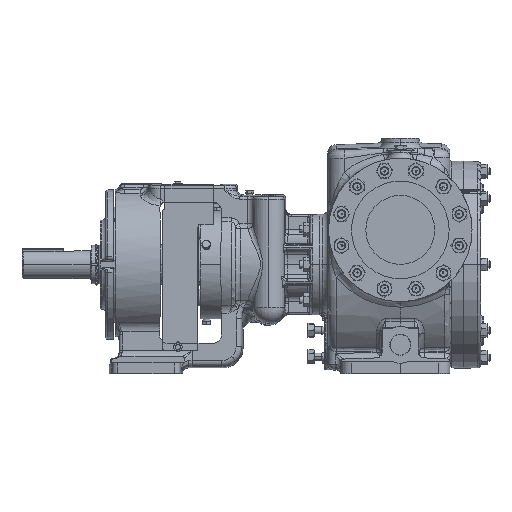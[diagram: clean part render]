
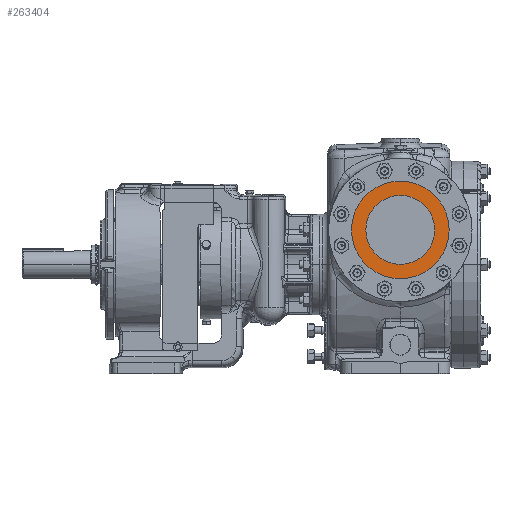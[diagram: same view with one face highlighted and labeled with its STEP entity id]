
A CAD part, top view. The second image highlights one B-rep face of the part: STEP entity #263404.
In plain terms, the highlighted planar face has unit normal (0, 0, 1).
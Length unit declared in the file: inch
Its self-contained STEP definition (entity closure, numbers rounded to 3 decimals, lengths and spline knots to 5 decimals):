
#15375 = ORIENTED_EDGE ( 'NONE', *, *, #234136, .T. ) ;
#20959 = CARTESIAN_POINT ( 'NONE',  ( 3.9975, 3., 12. ) ) ;
#25867 = EDGE_CURVE ( 'NONE', #96157, #75058, #159765, .T. ) ;
#27238 = DIRECTION ( 'NONE',  ( 0., 0., 1. ) ) ;
#29557 = AXIS2_PLACEMENT_3D ( 'NONE', #92411, #246391, #114482 ) ;
#33595 = CIRCLE ( 'NONE', #59269, 4.25 ) ;
#44170 = CARTESIAN_POINT ( 'NONE',  ( 0., 11.13281, 12. ) ) ;
#45410 = DIRECTION ( 'NONE',  ( 0., 0., 1. ) ) ;
#48539 = FACE_OUTER_BOUND ( 'NONE', #154436, .T. ) ;
#56935 = AXIS2_PLACEMENT_3D ( 'NONE', #245098, #127843, #281948 ) ;
#59269 = AXIS2_PLACEMENT_3D ( 'NONE', #158891, #27238, #181025 ) ;
#66249 = DIRECTION ( 'NONE',  ( 1., 0., 0. ) ) ;
#75058 = VERTEX_POINT ( 'NONE', #138142 ) ;
#92411 = CARTESIAN_POINT ( 'NONE',  ( 6.9975, 3., 12. ) ) ;
#95365 = CARTESIAN_POINT ( 'NONE',  ( 2.7475, 3., 12. ) ) ;
#96157 = VERTEX_POINT ( 'NONE', #20959 ) ;
#101406 = AXIS2_PLACEMENT_3D ( 'NONE', #177105, #45410, #199306 ) ;
#102397 = EDGE_CURVE ( 'NONE', #75058, #96157, #170008, .T. ) ;
#105836 = ORIENTED_EDGE ( 'NONE', *, *, #214161, .T. ) ;
#106965 = FACE_BOUND ( 'NONE', #195972, .T. ) ;
#109866 = ORIENTED_EDGE ( 'NONE', *, *, #25867, .F. ) ;
#114482 = DIRECTION ( 'NONE',  ( 1., 0., 0. ) ) ;
#118742 = VERTEX_POINT ( 'NONE', #95365 ) ;
#127843 = DIRECTION ( 'NONE',  ( 0., 0., 1. ) ) ;
#138142 = CARTESIAN_POINT ( 'NONE',  ( 9.9975, 3., 12. ) ) ;
#154436 = EDGE_LOOP ( 'NONE', ( #15375, #105836 ) ) ;
#156302 = CIRCLE ( 'NONE', #101406, 4.25 ) ;
#158807 = AXIS2_PLACEMENT_3D ( 'NONE', #44170, #198070, #66249 ) ;
#158891 = CARTESIAN_POINT ( 'NONE',  ( 6.9975, 3., 12. ) ) ;
#159765 = CIRCLE ( 'NONE', #56935, 3. ) ;
#170008 = CIRCLE ( 'NONE', #29557, 3. ) ;
#177105 = CARTESIAN_POINT ( 'NONE',  ( 6.9975, 3., 12. ) ) ;
#181025 = DIRECTION ( 'NONE',  ( 1., 0., 0. ) ) ;
#195972 = EDGE_LOOP ( 'NONE', ( #265742, #109866 ) ) ;
#198070 = DIRECTION ( 'NONE',  ( 0., 0., 1. ) ) ;
#199306 = DIRECTION ( 'NONE',  ( 1., 0., 0. ) ) ;
#214161 = EDGE_CURVE ( 'NONE', #118742, #242759, #33595, .T. ) ;
#214954 = CARTESIAN_POINT ( 'NONE',  ( 11.2475, 3., 12. ) ) ;
#234136 = EDGE_CURVE ( 'NONE', #242759, #118742, #156302, .T. ) ;
#241363 = PLANE ( 'NONE',  #158807 ) ;
#242759 = VERTEX_POINT ( 'NONE', #214954 ) ;
#245098 = CARTESIAN_POINT ( 'NONE',  ( 6.9975, 3., 12. ) ) ;
#246391 = DIRECTION ( 'NONE',  ( 0., 0., 1. ) ) ;
#263404 = ADVANCED_FACE ( 'NONE', ( #106965, #48539 ), #241363, .T. ) ;
#265742 = ORIENTED_EDGE ( 'NONE', *, *, #102397, .F. ) ;
#281948 = DIRECTION ( 'NONE',  ( 1., 0., 0. ) ) ;
